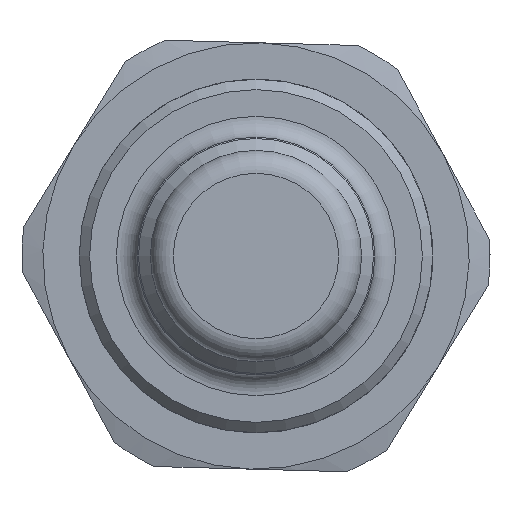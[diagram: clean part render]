
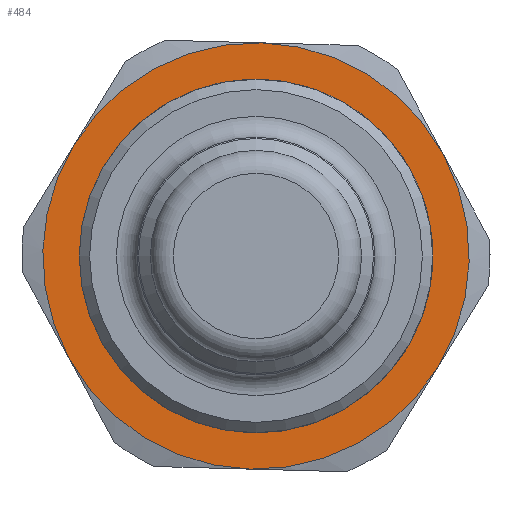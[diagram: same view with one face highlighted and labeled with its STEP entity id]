
A CAD part, left-side view. The second image highlights one B-rep face of the part: STEP entity #484.
In plain terms, the highlighted planar face has unit normal (-1, 0, 0).
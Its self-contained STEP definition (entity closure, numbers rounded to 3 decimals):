
#307=CARTESIAN_POINT('',(46.8,0.461,-16.994));
#308=VERTEX_POINT('',#307);
#309=CARTESIAN_POINT('',(46.8,0.,0.));
#310=DIRECTION('',(1.0,0.,0.));
#311=DIRECTION('',(0.,0.027,-1.));
#312=AXIS2_PLACEMENT_3D('',#309,#310,#311);
#313=CIRCLE('',#312,17.0);
#314=EDGE_CURVE('',#308,#308,#313,.T.);
#389=CARTESIAN_POINT('',(46.8,17.469,10.728));
#390=VERTEX_POINT('',#389);
#405=CARTESIAN_POINT('',(46.8,18.025,-9.764));
#406=VERTEX_POINT('',#405);
#420=CARTESIAN_POINT('',(46.8,0.,0.));
#421=DIRECTION('',(1.0,0.,0.));
#422=DIRECTION('',(0.,0.027,-1.));
#423=AXIS2_PLACEMENT_3D('',#420,#421,#422);
#424=CIRCLE('',#423,20.5);
#425=EDGE_CURVE('',#406,#390,#424,.T.);
#430=CARTESIAN_POINT('',(46.8,0.509,-18.743));
#431=DIRECTION('',(-1.0,0.0,0.0));
#432=DIRECTION('',(0.0,-1.,-0.027));
#433=AXIS2_PLACEMENT_3D('',#430,#431,#432);
#434=PLANE('',#433);
#435=CARTESIAN_POINT('',(46.8,-0.556,20.492));
#436=VERTEX_POINT('',#435);
#437=CARTESIAN_POINT('',(46.8,-18.025,9.764));
#438=VERTEX_POINT('',#437);
#439=CARTESIAN_POINT('',(46.8,0.,0.));
#440=DIRECTION('',(1.0,0.,0.));
#441=DIRECTION('',(0.,0.027,-1.));
#442=AXIS2_PLACEMENT_3D('',#439,#440,#441);
#443=CIRCLE('',#442,20.5);
#444=EDGE_CURVE('',#436,#438,#443,.T.);
#445=ORIENTED_EDGE('',*,*,#444,.F.);
#446=CARTESIAN_POINT('',(46.8,0.,0.));
#447=DIRECTION('',(1.0,0.,0.));
#448=DIRECTION('',(0.,0.027,-1.));
#449=AXIS2_PLACEMENT_3D('',#446,#447,#448);
#450=CIRCLE('',#449,20.5);
#451=EDGE_CURVE('',#390,#436,#450,.T.);
#452=ORIENTED_EDGE('',*,*,#451,.F.);
#453=ORIENTED_EDGE('',*,*,#425,.F.);
#454=CARTESIAN_POINT('',(46.8,0.556,-20.492));
#455=VERTEX_POINT('',#454);
#456=CARTESIAN_POINT('',(46.8,0.,0.));
#457=DIRECTION('',(1.0,0.,0.));
#458=DIRECTION('',(0.,0.027,-1.));
#459=AXIS2_PLACEMENT_3D('',#456,#457,#458);
#460=CIRCLE('',#459,20.5);
#461=EDGE_CURVE('',#455,#406,#460,.T.);
#462=ORIENTED_EDGE('',*,*,#461,.F.);
#463=CARTESIAN_POINT('',(46.8,-17.469,-10.728));
#464=VERTEX_POINT('',#463);
#465=CARTESIAN_POINT('',(46.8,0.,0.));
#466=DIRECTION('',(1.0,0.,0.));
#467=DIRECTION('',(0.,0.027,-1.));
#468=AXIS2_PLACEMENT_3D('',#465,#466,#467);
#469=CIRCLE('',#468,20.5);
#470=EDGE_CURVE('',#464,#455,#469,.T.);
#471=ORIENTED_EDGE('',*,*,#470,.F.);
#472=CARTESIAN_POINT('',(46.8,0.,0.));
#473=DIRECTION('',(1.0,0.,0.));
#474=DIRECTION('',(0.,0.027,-1.));
#475=AXIS2_PLACEMENT_3D('',#472,#473,#474);
#476=CIRCLE('',#475,20.5);
#477=EDGE_CURVE('',#438,#464,#476,.T.);
#478=ORIENTED_EDGE('',*,*,#477,.F.);
#479=EDGE_LOOP('',(#445,#452,#453,#462,#471,#478));
#480=FACE_OUTER_BOUND('',#479,.T.);
#481=ORIENTED_EDGE('',*,*,#314,.T.);
#482=EDGE_LOOP('',(#481));
#483=FACE_BOUND('',#482,.T.);
#484=ADVANCED_FACE('',(#480,#483),#434,.T.);
